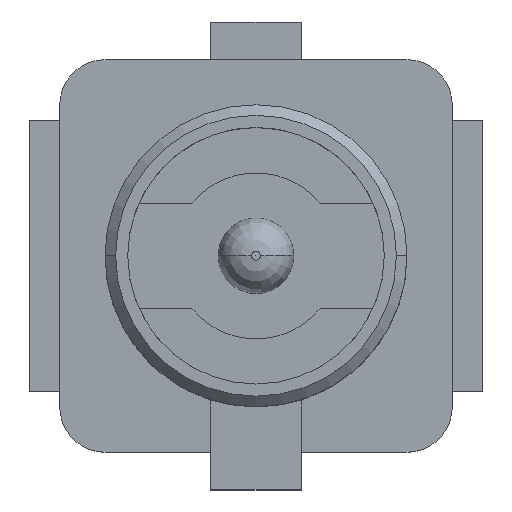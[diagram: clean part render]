
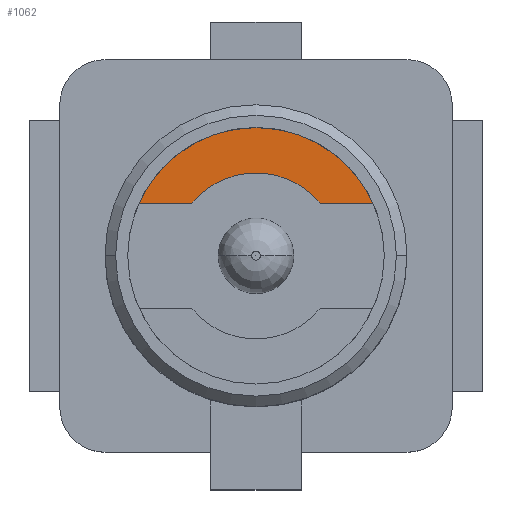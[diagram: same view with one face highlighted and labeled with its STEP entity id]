
A CAD part, top view. The second image highlights one B-rep face of the part: STEP entity #1062.
In plain terms, the highlighted planar face has unit normal (0, 0, 1).
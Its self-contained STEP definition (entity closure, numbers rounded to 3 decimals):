
#1062 = ADVANCED_FACE('',(#1063),#1078,.F.);
#1063 = FACE_BOUND('',#1064,.T.);
#1064 = EDGE_LOOP('',(#1065,#1123,#1151,#1202));
#1065 = ORIENTED_EDGE('',*,*,#1066,.F.);
#1066 = EDGE_CURVE('',#1067,#1069,#1071,.T.);
#1067 = VERTEX_POINT('',#1068);
#1068 = CARTESIAN_POINT('',(-0.775,0.35,0.35));
#1069 = VERTEX_POINT('',#1070);
#1070 = CARTESIAN_POINT('',(0.775,0.35,0.35));
#1071 = SURFACE_CURVE('',#1072,(#1077,#1089),.PCURVE_S1.);
#1072 = CIRCLE('',#1073,0.85);
#1073 = AXIS2_PLACEMENT_3D('',#1074,#1075,#1076);
#1074 = CARTESIAN_POINT('',(0.,0.,
    0.35));
#1075 = DIRECTION('',(0.,0.,-1.));
#1076 = DIRECTION('',(-1.,0.,0.));
#1077 = PCURVE('',#1078,#1083);
#1078 = PLANE('',#1079);
#1079 = AXIS2_PLACEMENT_3D('',#1080,#1081,#1082);
#1080 = CARTESIAN_POINT('',(-4.319,-0.201,0.35));
#1081 = DIRECTION('',(0.,0.,-1.));
#1082 = DIRECTION('',(-1.,0.,0.));
#1083 = DEFINITIONAL_REPRESENTATION('',(#1084),#1088);
#1084 = CIRCLE('',#1085,0.85);
#1085 = AXIS2_PLACEMENT_2D('',#1086,#1087);
#1086 = CARTESIAN_POINT('',(-4.319,0.201));
#1087 = DIRECTION('',(1.,0.));
#1088 = ( GEOMETRIC_REPRESENTATION_CONTEXT(2) 
PARAMETRIC_REPRESENTATION_CONTEXT() REPRESENTATION_CONTEXT('2D SPACE',''
  ) );
#1089 = PCURVE('',#1090,#1095);
#1090 = CYLINDRICAL_SURFACE('',#1091,0.85);
#1091 = AXIS2_PLACEMENT_3D('',#1092,#1093,#1094);
#1092 = CARTESIAN_POINT('',(0.,0.,
    0.));
#1093 = DIRECTION('',(0.,0.,-1.));
#1094 = DIRECTION('',(-1.,0.,0.));
#1095 = DEFINITIONAL_REPRESENTATION('',(#1096),#1122);
#1096 = B_SPLINE_CURVE_WITH_KNOTS('',3,(#1097,#1098,#1099,#1100,#1101,
    #1102,#1103,#1104,#1105,#1106,#1107,#1108,#1109,#1110,#1111,#1112,
    #1113,#1114,#1115,#1116,#1117,#1118,#1119,#1120,#1121),
  .UNSPECIFIED.,.F.,.F.,(4,1,1,1,1,1,1,1,1,1,1,1,1,1,1,1,1,1,1,1,1,1,4),
  (0.424,0.529,0.633,0.737,
    0.841,0.945,1.05,1.154,
    1.258,1.362,1.467,1.571,
    1.675,1.779,1.883,1.988,
    2.092,2.196,2.3,2.405,
    2.509,2.613,2.717),
  .QUASI_UNIFORM_KNOTS.);
#1097 = CARTESIAN_POINT('',(0.424,-0.35));
#1098 = CARTESIAN_POINT('',(0.459,-0.35));
#1099 = CARTESIAN_POINT('',(0.529,-0.35));
#1100 = CARTESIAN_POINT('',(0.633,-0.35));
#1101 = CARTESIAN_POINT('',(0.737,-0.35));
#1102 = CARTESIAN_POINT('',(0.841,-0.35));
#1103 = CARTESIAN_POINT('',(0.945,-0.35));
#1104 = CARTESIAN_POINT('',(1.05,-0.35));
#1105 = CARTESIAN_POINT('',(1.154,-0.35));
#1106 = CARTESIAN_POINT('',(1.258,-0.35));
#1107 = CARTESIAN_POINT('',(1.362,-0.35));
#1108 = CARTESIAN_POINT('',(1.467,-0.35));
#1109 = CARTESIAN_POINT('',(1.571,-0.35));
#1110 = CARTESIAN_POINT('',(1.675,-0.35));
#1111 = CARTESIAN_POINT('',(1.779,-0.35));
#1112 = CARTESIAN_POINT('',(1.883,-0.35));
#1113 = CARTESIAN_POINT('',(1.988,-0.35));
#1114 = CARTESIAN_POINT('',(2.092,-0.35));
#1115 = CARTESIAN_POINT('',(2.196,-0.35));
#1116 = CARTESIAN_POINT('',(2.3,-0.35));
#1117 = CARTESIAN_POINT('',(2.405,-0.35));
#1118 = CARTESIAN_POINT('',(2.509,-0.35));
#1119 = CARTESIAN_POINT('',(2.613,-0.35));
#1120 = CARTESIAN_POINT('',(2.682,-0.35));
#1121 = CARTESIAN_POINT('',(2.717,-0.35));
#1122 = ( GEOMETRIC_REPRESENTATION_CONTEXT(2) 
PARAMETRIC_REPRESENTATION_CONTEXT() REPRESENTATION_CONTEXT('2D SPACE',''
  ) );
#1123 = ORIENTED_EDGE('',*,*,#1124,.T.);
#1124 = EDGE_CURVE('',#1067,#1125,#1127,.T.);
#1125 = VERTEX_POINT('',#1126);
#1126 = CARTESIAN_POINT('',(-0.424,0.35,0.35));
#1127 = SURFACE_CURVE('',#1128,(#1132,#1139),.PCURVE_S1.);
#1128 = LINE('',#1129,#1130);
#1129 = CARTESIAN_POINT('',(-4.319,0.35,0.35));
#1130 = VECTOR('',#1131,1.);
#1131 = DIRECTION('',(1.,0.,0.));
#1132 = PCURVE('',#1078,#1133);
#1133 = DEFINITIONAL_REPRESENTATION('',(#1134),#1138);
#1134 = LINE('',#1135,#1136);
#1135 = CARTESIAN_POINT('',(0.,0.551));
#1136 = VECTOR('',#1137,1.);
#1137 = DIRECTION('',(-1.,0.));
#1138 = ( GEOMETRIC_REPRESENTATION_CONTEXT(2) 
PARAMETRIC_REPRESENTATION_CONTEXT() REPRESENTATION_CONTEXT('2D SPACE',''
  ) );
#1139 = PCURVE('',#1140,#1145);
#1140 = PLANE('',#1141);
#1141 = AXIS2_PLACEMENT_3D('',#1142,#1143,#1144);
#1142 = CARTESIAN_POINT('',(-0.775,0.35,0.35));
#1143 = DIRECTION('',(0.,1.,0.));
#1144 = DIRECTION('',(-1.,0.,0.));
#1145 = DEFINITIONAL_REPRESENTATION('',(#1146),#1150);
#1146 = LINE('',#1147,#1148);
#1147 = CARTESIAN_POINT('',(3.544,0.));
#1148 = VECTOR('',#1149,1.);
#1149 = DIRECTION('',(-1.,0.));
#1150 = ( GEOMETRIC_REPRESENTATION_CONTEXT(2) 
PARAMETRIC_REPRESENTATION_CONTEXT() REPRESENTATION_CONTEXT('2D SPACE',''
  ) );
#1151 = ORIENTED_EDGE('',*,*,#1152,.T.);
#1152 = EDGE_CURVE('',#1125,#1153,#1155,.T.);
#1153 = VERTEX_POINT('',#1154);
#1154 = CARTESIAN_POINT('',(0.424,0.35,0.35));
#1155 = SURFACE_CURVE('',#1156,(#1161,#1168),.PCURVE_S1.);
#1156 = CIRCLE('',#1157,0.55);
#1157 = AXIS2_PLACEMENT_3D('',#1158,#1159,#1160);
#1158 = CARTESIAN_POINT('',(0.,0.,
    0.35));
#1159 = DIRECTION('',(0.,0.,-1.));
#1160 = DIRECTION('',(-1.,0.,0.));
#1161 = PCURVE('',#1078,#1162);
#1162 = DEFINITIONAL_REPRESENTATION('',(#1163),#1167);
#1163 = CIRCLE('',#1164,0.55);
#1164 = AXIS2_PLACEMENT_2D('',#1165,#1166);
#1165 = CARTESIAN_POINT('',(-4.319,0.201));
#1166 = DIRECTION('',(1.,0.));
#1167 = ( GEOMETRIC_REPRESENTATION_CONTEXT(2) 
PARAMETRIC_REPRESENTATION_CONTEXT() REPRESENTATION_CONTEXT('2D SPACE',''
  ) );
#1168 = PCURVE('',#1169,#1174);
#1169 = CYLINDRICAL_SURFACE('',#1170,0.55);
#1170 = AXIS2_PLACEMENT_3D('',#1171,#1172,#1173);
#1171 = CARTESIAN_POINT('',(0.,0.,
    0.35));
#1172 = DIRECTION('',(0.,0.,-1.));
#1173 = DIRECTION('',(-1.,0.,0.));
#1174 = DEFINITIONAL_REPRESENTATION('',(#1175),#1201);
#1175 = B_SPLINE_CURVE_WITH_KNOTS('',3,(#1176,#1177,#1178,#1179,#1180,
    #1181,#1182,#1183,#1184,#1185,#1186,#1187,#1188,#1189,#1190,#1191,
    #1192,#1193,#1194,#1195,#1196,#1197,#1198,#1199,#1200),
  .UNSPECIFIED.,.F.,.F.,(4,1,1,1,1,1,1,1,1,1,1,1,1,1,1,1,1,1,1,1,1,1,4),
  (0.69,0.77,0.85,0.93,
    1.01,1.09,1.17,1.25,
    1.331,1.411,1.491,1.571,
    1.651,1.731,1.811,1.891,
    1.971,2.051,2.131,2.212,
    2.292,2.372,2.452),
  .QUASI_UNIFORM_KNOTS.);
#1176 = CARTESIAN_POINT('',(0.69,0.));
#1177 = CARTESIAN_POINT('',(0.716,0.));
#1178 = CARTESIAN_POINT('',(0.77,0.));
#1179 = CARTESIAN_POINT('',(0.85,0.));
#1180 = CARTESIAN_POINT('',(0.93,0.));
#1181 = CARTESIAN_POINT('',(1.01,0.));
#1182 = CARTESIAN_POINT('',(1.09,0.));
#1183 = CARTESIAN_POINT('',(1.17,0.));
#1184 = CARTESIAN_POINT('',(1.25,0.));
#1185 = CARTESIAN_POINT('',(1.331,0.));
#1186 = CARTESIAN_POINT('',(1.411,0.));
#1187 = CARTESIAN_POINT('',(1.491,0.));
#1188 = CARTESIAN_POINT('',(1.571,0.));
#1189 = CARTESIAN_POINT('',(1.651,0.));
#1190 = CARTESIAN_POINT('',(1.731,0.));
#1191 = CARTESIAN_POINT('',(1.811,0.));
#1192 = CARTESIAN_POINT('',(1.891,0.));
#1193 = CARTESIAN_POINT('',(1.971,0.));
#1194 = CARTESIAN_POINT('',(2.051,0.));
#1195 = CARTESIAN_POINT('',(2.131,0.));
#1196 = CARTESIAN_POINT('',(2.212,0.));
#1197 = CARTESIAN_POINT('',(2.292,0.));
#1198 = CARTESIAN_POINT('',(2.372,0.));
#1199 = CARTESIAN_POINT('',(2.425,0.));
#1200 = CARTESIAN_POINT('',(2.452,0.));
#1201 = ( GEOMETRIC_REPRESENTATION_CONTEXT(2) 
PARAMETRIC_REPRESENTATION_CONTEXT() REPRESENTATION_CONTEXT('2D SPACE',''
  ) );
#1202 = ORIENTED_EDGE('',*,*,#1203,.T.);
#1203 = EDGE_CURVE('',#1153,#1069,#1204,.T.);
#1204 = SURFACE_CURVE('',#1205,(#1209,#1216),.PCURVE_S1.);
#1205 = LINE('',#1206,#1207);
#1206 = CARTESIAN_POINT('',(-4.319,0.35,0.35));
#1207 = VECTOR('',#1208,1.);
#1208 = DIRECTION('',(1.,0.,0.));
#1209 = PCURVE('',#1078,#1210);
#1210 = DEFINITIONAL_REPRESENTATION('',(#1211),#1215);
#1211 = LINE('',#1212,#1213);
#1212 = CARTESIAN_POINT('',(0.,0.551));
#1213 = VECTOR('',#1214,1.);
#1214 = DIRECTION('',(-1.,0.));
#1215 = ( GEOMETRIC_REPRESENTATION_CONTEXT(2) 
PARAMETRIC_REPRESENTATION_CONTEXT() REPRESENTATION_CONTEXT('2D SPACE',''
  ) );
#1216 = PCURVE('',#1217,#1222);
#1217 = PLANE('',#1218);
#1218 = AXIS2_PLACEMENT_3D('',#1219,#1220,#1221);
#1219 = CARTESIAN_POINT('',(0.424,0.35,0.35));
#1220 = DIRECTION('',(0.,1.,0.));
#1221 = DIRECTION('',(-1.,0.,0.));
#1222 = DEFINITIONAL_REPRESENTATION('',(#1223),#1227);
#1223 = LINE('',#1224,#1225);
#1224 = CARTESIAN_POINT('',(4.743,0.));
#1225 = VECTOR('',#1226,1.);
#1226 = DIRECTION('',(-1.,0.));
#1227 = ( GEOMETRIC_REPRESENTATION_CONTEXT(2) 
PARAMETRIC_REPRESENTATION_CONTEXT() REPRESENTATION_CONTEXT('2D SPACE',''
  ) );
